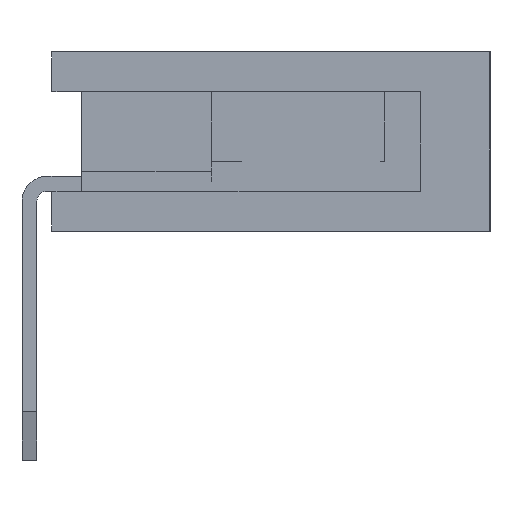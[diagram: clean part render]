
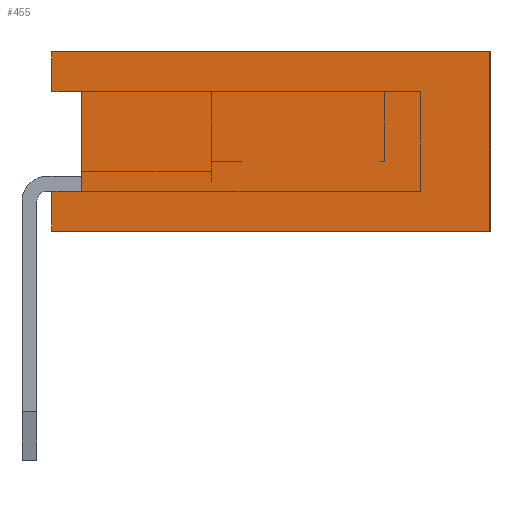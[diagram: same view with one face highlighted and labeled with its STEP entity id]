
A CAD part, left-side view. The second image highlights one B-rep face of the part: STEP entity #455.
In plain terms, the highlighted planar face has unit normal (-1, 0, 0).
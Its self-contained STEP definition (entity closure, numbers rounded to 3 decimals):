
#455=ADVANCED_FACE('',(#18052),#18054,.T.);
#18052=FACE_BOUND('',#18053,.T.);
#18053=EDGE_LOOP('',(#32123,#32124,#32125,#32126,#32127,#32128,#32129,#32130));
#18054=PLANE('',#18055);
#18055=AXIS2_PLACEMENT_3D('',#18056,#18057,#18058);
#18056=CARTESIAN_POINT('',(-0.635,-4.625,0.));
#18057=DIRECTION('',(-1.,0.,0.));
#18058=DIRECTION('',(0.,0.,1.));
#32123=ORIENTED_EDGE('',*,*,#42509,.T.);
#32124=ORIENTED_EDGE('',*,*,#42653,.T.);
#32125=ORIENTED_EDGE('',*,*,#42370,.T.);
#32126=ORIENTED_EDGE('',*,*,#42652,.F.);
#32127=ORIENTED_EDGE('',*,*,#42654,.F.);
#32128=ORIENTED_EDGE('',*,*,#42655,.T.);
#32129=ORIENTED_EDGE('',*,*,#42656,.T.);
#32130=ORIENTED_EDGE('',*,*,#42647,.F.);
#42370=EDGE_CURVE('',#47643,#47640,#47644,.F.);
#42509=EDGE_CURVE('',#47921,#47919,#47922,.F.);
#42647=EDGE_CURVE('',#47921,#48190,#48191,.T.);
#42652=EDGE_CURVE('',#48197,#47640,#48199,.T.);
#42653=EDGE_CURVE('',#47919,#47643,#48200,.T.);
#42654=EDGE_CURVE('',#48201,#48197,#48202,.T.);
#42655=EDGE_CURVE('',#48201,#48203,#48204,.T.);
#42656=EDGE_CURVE('',#48203,#48190,#48205,.T.);
#47640=VERTEX_POINT('',#56293);
#47643=VERTEX_POINT('',#56298);
#47644=LINE('',#56299,#56300);
#47919=VERTEX_POINT('',#56850);
#47921=VERTEX_POINT('',#56854);
#47922=LINE('',#56855,#56856);
#48190=VERTEX_POINT('',#57399);
#48191=LINE('',#57400,#57401);
#48197=VERTEX_POINT('',#57414);
#48199=LINE('',#57418,#57419);
#48200=LINE('',#57421,#57422);
#48201=VERTEX_POINT('',#57424);
#48202=LINE('',#57425,#57426);
#48203=VERTEX_POINT('',#57428);
#48204=LINE('',#57429,#57430);
#48205=LINE('',#57432,#57433);
#56293=CARTESIAN_POINT('',(-0.635,-0.225,0.4));
#56298=CARTESIAN_POINT('',(-0.635,-0.525,0.4));
#56299=CARTESIAN_POINT('',(-0.635,-0.225,0.4));
#56300=VECTOR('',#56301,1.);
#56301=DIRECTION('',(0.,-1.,0.));
#56850=CARTESIAN_POINT('',(-0.635,-0.525,1.4));
#56854=CARTESIAN_POINT('',(-0.635,-0.225,1.4));
#56855=CARTESIAN_POINT('',(-0.635,-0.525,1.4));
#56856=VECTOR('',#56857,1.);
#56857=DIRECTION('',(0.,1.,0.));
#57399=CARTESIAN_POINT('',(-0.635,-0.225,1.8));
#57400=CARTESIAN_POINT('',(-0.635,-0.225,1.4));
#57401=VECTOR('',#57402,1.);
#57402=DIRECTION('',(0.,0.,1.));
#57414=CARTESIAN_POINT('',(-0.635,-0.225,0.));
#57418=CARTESIAN_POINT('',(-0.635,-0.225,0.));
#57419=VECTOR('',#57420,1.);
#57420=DIRECTION('',(0.,0.,1.));
#57421=CARTESIAN_POINT('',(-0.635,-0.525,1.4));
#57422=VECTOR('',#57423,1.);
#57423=DIRECTION('',(0.,0.,-1.));
#57424=CARTESIAN_POINT('',(-0.635,-4.625,0.));
#57425=CARTESIAN_POINT('',(-0.635,-4.625,0.));
#57426=VECTOR('',#57427,1.);
#57427=DIRECTION('',(0.,1.,0.));
#57428=CARTESIAN_POINT('',(-0.635,-4.625,1.8));
#57429=CARTESIAN_POINT('',(-0.635,-4.625,0.));
#57430=VECTOR('',#57431,1.);
#57431=DIRECTION('',(0.,0.,1.));
#57432=CARTESIAN_POINT('',(-0.635,-4.625,1.8));
#57433=VECTOR('',#57434,1.);
#57434=DIRECTION('',(0.,1.,0.));
